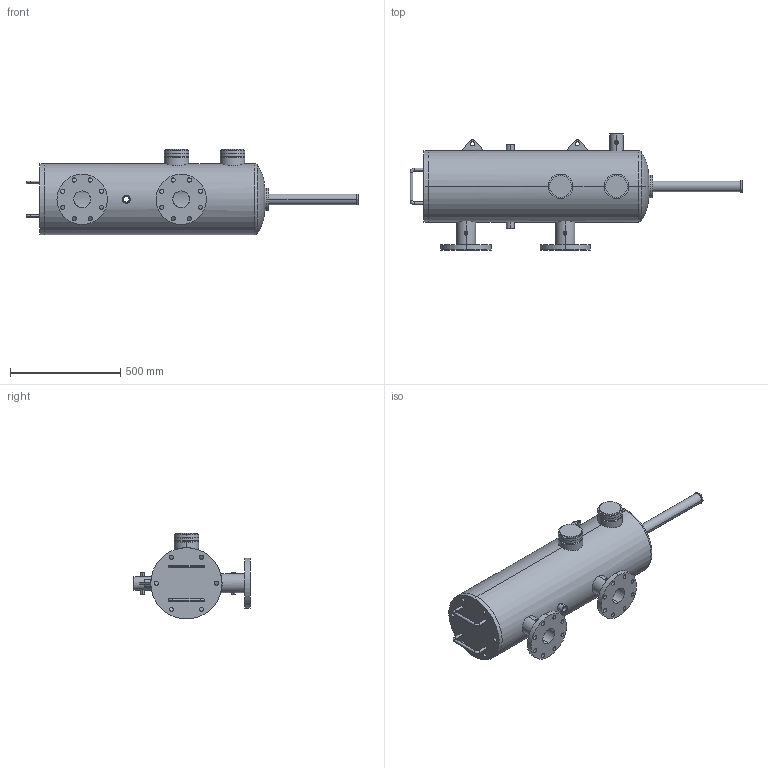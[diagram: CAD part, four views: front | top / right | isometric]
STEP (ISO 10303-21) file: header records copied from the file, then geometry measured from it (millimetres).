
FILE_DESCRIPTION (( 'STEP AP203' ), '1' );
FILE_NAME ('A4-180.STEP', '2020-08-07T13:01:00', ( '' ), ( '' ), 'SwSTEP 2.0', 'SolidWorks 2018', '' );
FILE_SCHEMA (( 'CONFIG_CONTROL_DESIGN' ));
Length unit declared in the file: inch
Products named in the file (1): A4-180
Bounding box: 1508.57 x 527.3 x 390.52 mm (x, y, z)
Volume: 9882548.5 mm3; surface area: 2966936.2 mm2
Topology: 8 solids, 8 shells, 273 faces, 696 edges, 452 vertices
Faces by surface type: cylinder 200, plane 57, torus 16
Entity records: 11203 total; most frequent: CARTESIAN_POINT 4086, DIRECTION 1536, ORIENTED_EDGE 1392, EDGE_CURVE 696, AXIS2_PLACEMENT_3D 642, VERTEX_POINT 452, EDGE_LOOP 404, CIRCLE 368
